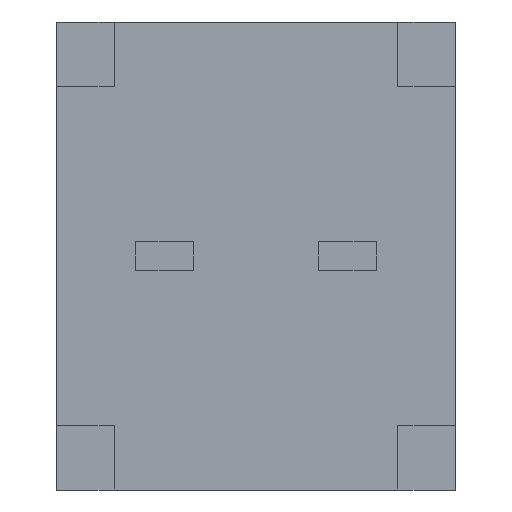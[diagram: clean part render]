
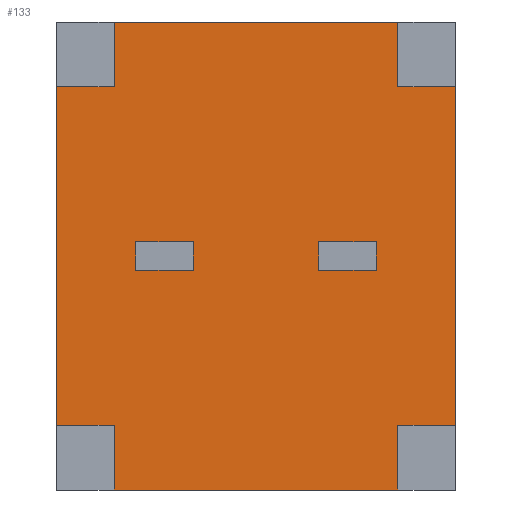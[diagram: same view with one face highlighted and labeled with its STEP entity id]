
A CAD part, front view. The second image highlights one B-rep face of the part: STEP entity #133.
In plain terms, the highlighted planar face has unit normal (0, -1, 0).
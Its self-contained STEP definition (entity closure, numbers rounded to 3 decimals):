
#5 = CARTESIAN_POINT ( 'NONE',  ( -1.97, 0.5, 2.35 ) ) ;
#10 = DIRECTION ( 'NONE',  ( 0., 0., 1. ) ) ;
#24 = FACE_OUTER_BOUND ( 'NONE', #2627, .T. ) ;
#37 = VECTOR ( 'NONE', #2521, 1000. ) ;
#107 = CARTESIAN_POINT ( 'NONE',  ( -1.97, 0.5, 2.35 ) ) ;
#123 = EDGE_CURVE ( 'NONE', #628, #2618, #2111, .T. ) ;
#133 = ADVANCED_FACE ( 'NONE', ( #24 ), #848, .T. ) ;
#142 = ORIENTED_EDGE ( 'NONE', *, *, #1299, .F. ) ;
#189 = LINE ( 'NONE', #1431, #1207 ) ;
#229 = VERTEX_POINT ( 'NONE', #1562 ) ;
#236 = DIRECTION ( 'NONE',  ( 1., 0., 0. ) ) ;
#281 = DIRECTION ( 'NONE',  ( -1., 0., 0. ) ) ;
#291 = CARTESIAN_POINT ( 'NONE',  ( -1.97, 0.5, -3.25 ) ) ;
#304 = AXIS2_PLACEMENT_3D ( 'NONE', #1664, #2483, #652 ) ;
#328 = ORIENTED_EDGE ( 'NONE', *, *, #1747, .F. ) ;
#343 = VERTEX_POINT ( 'NONE', #1426 ) ;
#465 = ORIENTED_EDGE ( 'NONE', *, *, #123, .T. ) ;
#511 = DIRECTION ( 'NONE',  ( 0., 0., 1. ) ) ;
#520 = DIRECTION ( 'NONE',  ( 0., 0., 1. ) ) ;
#550 = LINE ( 'NONE', #1178, #674 ) ;
#554 = EDGE_CURVE ( 'NONE', #2453, #229, #1119, .T. ) ;
#566 = VERTEX_POINT ( 'NONE', #733 ) ;
#567 = ORIENTED_EDGE ( 'NONE', *, *, #792, .T. ) ;
#572 = CARTESIAN_POINT ( 'NONE',  ( 1.97, 0.5, 2.35 ) ) ;
#628 = VERTEX_POINT ( 'NONE', #2183 ) ;
#652 = DIRECTION ( 'NONE',  ( 0., 0., -1. ) ) ;
#669 = LINE ( 'NONE', #1257, #37 ) ;
#674 = VECTOR ( 'NONE', #511, 1000. ) ;
#685 = VERTEX_POINT ( 'NONE', #1028 ) ;
#691 = ORIENTED_EDGE ( 'NONE', *, *, #2133, .T. ) ;
#733 = CARTESIAN_POINT ( 'NONE',  ( -2.77, 0.5, 2.35 ) ) ;
#759 = CARTESIAN_POINT ( 'NONE',  ( -1.97, 0.5, -2.35 ) ) ;
#792 = EDGE_CURVE ( 'NONE', #2453, #566, #1826, .T. ) ;
#848 = PLANE ( 'NONE',  #304 ) ;
#987 = LINE ( 'NONE', #1831, #2510 ) ;
#999 = EDGE_CURVE ( 'NONE', #685, #1917, #1557, .T. ) ;
#1006 = VECTOR ( 'NONE', #520, 1000. ) ;
#1028 = CARTESIAN_POINT ( 'NONE',  ( -1.97, 0.5, -2.35 ) ) ;
#1038 = ORIENTED_EDGE ( 'NONE', *, *, #2607, .F. ) ;
#1119 = LINE ( 'NONE', #107, #1653 ) ;
#1129 = ORIENTED_EDGE ( 'NONE', *, *, #1709, .T. ) ;
#1178 = CARTESIAN_POINT ( 'NONE',  ( 1.97, 0.5, 2.35 ) ) ;
#1207 = VECTOR ( 'NONE', #236, 1000. ) ;
#1257 = CARTESIAN_POINT ( 'NONE',  ( -2.77, 0.5, -2.35 ) ) ;
#1281 = CARTESIAN_POINT ( 'NONE',  ( 1.97, 0.5, -2.35 ) ) ;
#1299 = EDGE_CURVE ( 'NONE', #628, #685, #987, .T. ) ;
#1320 = CARTESIAN_POINT ( 'NONE',  ( -1.97, 0.5, 2.35 ) ) ;
#1358 = VERTEX_POINT ( 'NONE', #1536 ) ;
#1426 = CARTESIAN_POINT ( 'NONE',  ( 1.97, 0.5, 3.25 ) ) ;
#1431 = CARTESIAN_POINT ( 'NONE',  ( -1.97, 0.5, 3.25 ) ) ;
#1483 = CARTESIAN_POINT ( 'NONE',  ( 2.77, 0.5, -2.35 ) ) ;
#1487 = EDGE_CURVE ( 'NONE', #2618, #2070, #2559, .T. ) ;
#1503 = VERTEX_POINT ( 'NONE', #572 ) ;
#1515 = DIRECTION ( 'NONE',  ( -1., 0., 0. ) ) ;
#1532 = CARTESIAN_POINT ( 'NONE',  ( 1.97, 0.5, -3.25 ) ) ;
#1536 = CARTESIAN_POINT ( 'NONE',  ( 2.77, 0.5, 2.35 ) ) ;
#1557 = LINE ( 'NONE', #759, #2149 ) ;
#1562 = CARTESIAN_POINT ( 'NONE',  ( -1.97, 0.5, 3.25 ) ) ;
#1564 = VECTOR ( 'NONE', #1856, 1000. ) ;
#1653 = VECTOR ( 'NONE', #2344, 1000. ) ;
#1664 = CARTESIAN_POINT ( 'NONE',  ( -2.77, 0.5, -2.35 ) ) ;
#1668 = VECTOR ( 'NONE', #1887, 1000. ) ;
#1698 = LINE ( 'NONE', #1483, #1904 ) ;
#1709 = EDGE_CURVE ( 'NONE', #2089, #1358, #1698, .T. ) ;
#1747 = EDGE_CURVE ( 'NONE', #1917, #566, #669, .T. ) ;
#1771 = DIRECTION ( 'NONE',  ( -1., 0., 0. ) ) ;
#1826 = LINE ( 'NONE', #5, #1564 ) ;
#1831 = CARTESIAN_POINT ( 'NONE',  ( -1.97, 0.5, -3.25 ) ) ;
#1856 = DIRECTION ( 'NONE',  ( -1., 0., 0. ) ) ;
#1879 = CARTESIAN_POINT ( 'NONE',  ( 2.77, 0.5, -2.35 ) ) ;
#1887 = DIRECTION ( 'NONE',  ( 1., 0., 0. ) ) ;
#1904 = VECTOR ( 'NONE', #2457, 1000. ) ;
#1917 = VERTEX_POINT ( 'NONE', #2537 ) ;
#1989 = ORIENTED_EDGE ( 'NONE', *, *, #2019, .T. ) ;
#2019 = EDGE_CURVE ( 'NONE', #1503, #343, #550, .T. ) ;
#2070 = VERTEX_POINT ( 'NONE', #1281 ) ;
#2089 = VERTEX_POINT ( 'NONE', #1879 ) ;
#2111 = LINE ( 'NONE', #291, #1668 ) ;
#2130 = CARTESIAN_POINT ( 'NONE',  ( 2.77, 0.5, -2.35 ) ) ;
#2133 = EDGE_CURVE ( 'NONE', #1358, #1503, #2304, .T. ) ;
#2149 = VECTOR ( 'NONE', #1771, 1000. ) ;
#2183 = CARTESIAN_POINT ( 'NONE',  ( -1.97, 0.5, -3.25 ) ) ;
#2202 = EDGE_CURVE ( 'NONE', #2089, #2070, #2356, .T. ) ;
#2203 = VECTOR ( 'NONE', #1515, 1000. ) ;
#2234 = ORIENTED_EDGE ( 'NONE', *, *, #999, .F. ) ;
#2273 = ORIENTED_EDGE ( 'NONE', *, *, #2202, .F. ) ;
#2289 = VECTOR ( 'NONE', #281, 1000. ) ;
#2304 = LINE ( 'NONE', #2543, #2203 ) ;
#2344 = DIRECTION ( 'NONE',  ( 0., 0., 1. ) ) ;
#2355 = ORIENTED_EDGE ( 'NONE', *, *, #1487, .T. ) ;
#2356 = LINE ( 'NONE', #2130, #2289 ) ;
#2450 = CARTESIAN_POINT ( 'NONE',  ( 1.97, 0.5, -3.25 ) ) ;
#2453 = VERTEX_POINT ( 'NONE', #1320 ) ;
#2457 = DIRECTION ( 'NONE',  ( 0., 0., 1. ) ) ;
#2483 = DIRECTION ( 'NONE',  ( 0., -1., 0. ) ) ;
#2510 = VECTOR ( 'NONE', #10, 1000. ) ;
#2521 = DIRECTION ( 'NONE',  ( 0., 0., 1. ) ) ;
#2537 = CARTESIAN_POINT ( 'NONE',  ( -2.77, 0.5, -2.35 ) ) ;
#2543 = CARTESIAN_POINT ( 'NONE',  ( 2.77, 0.5, 2.35 ) ) ;
#2559 = LINE ( 'NONE', #1532, #1006 ) ;
#2586 = ORIENTED_EDGE ( 'NONE', *, *, #554, .F. ) ;
#2607 = EDGE_CURVE ( 'NONE', #229, #343, #189, .T. ) ;
#2618 = VERTEX_POINT ( 'NONE', #2450 ) ;
#2627 = EDGE_LOOP ( 'NONE', ( #328, #2234, #142, #465, #2355, #2273, #1129, #691, #1989, #1038, #2586, #567 ) ) ;
